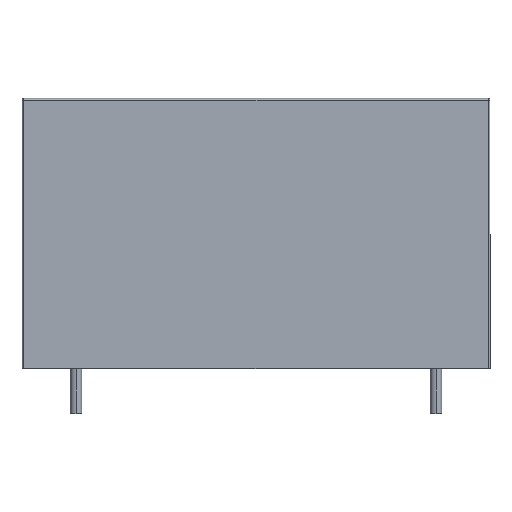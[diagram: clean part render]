
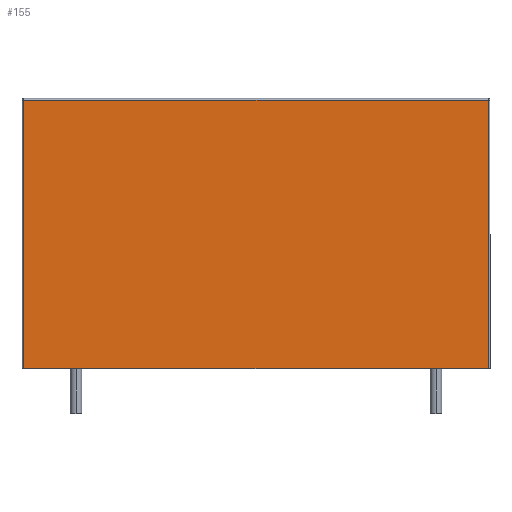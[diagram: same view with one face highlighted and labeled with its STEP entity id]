
A CAD part, top view. The second image highlights one B-rep face of the part: STEP entity #155.
In plain terms, the highlighted planar face has unit normal (0, 0, 1).
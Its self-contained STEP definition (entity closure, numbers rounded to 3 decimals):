
#8 = CARTESIAN_POINT ( 'NONE',  ( -12.9, 15.4, 2.5 ) ) ;
#16 = CARTESIAN_POINT ( 'NONE',  ( 12.9, 15.4, 2.5 ) ) ;
#66 = VERTEX_POINT ( 'NONE', #510 ) ;
#67 = ORIENTED_EDGE ( 'NONE', *, *, #482, .T. ) ;
#68 = CARTESIAN_POINT ( 'NONE',  ( 0., 0., 2.5 ) ) ;
#122 = DIRECTION ( 'NONE',  ( 1., 0., 0. ) ) ;
#135 = EDGE_CURVE ( 'NONE', #503, #66, #617, .T. ) ;
#155 = ADVANCED_FACE ( 'NONE', ( #242 ), #171, .T. ) ;
#165 = EDGE_LOOP ( 'NONE', ( #67, #342, #387, #400 ) ) ;
#171 = PLANE ( 'NONE',  #499 ) ;
#177 = DIRECTION ( 'NONE',  ( 0., -1., 0. ) ) ;
#192 = DIRECTION ( 'NONE',  ( 1., 0., 0. ) ) ;
#214 = VERTEX_POINT ( 'NONE', #16 ) ;
#242 = FACE_OUTER_BOUND ( 'NONE', #165, .T. ) ;
#251 = CARTESIAN_POINT ( 'NONE',  ( -13., 0.5, 2.5 ) ) ;
#282 = LINE ( 'NONE', #251, #496 ) ;
#342 = ORIENTED_EDGE ( 'NONE', *, *, #135, .T. ) ;
#377 = CARTESIAN_POINT ( 'NONE',  ( 12.9, 15.5, 2.5 ) ) ;
#387 = ORIENTED_EDGE ( 'NONE', *, *, #601, .T. ) ;
#392 = EDGE_CURVE ( 'NONE', #595, #214, #634, .T. ) ;
#400 = ORIENTED_EDGE ( 'NONE', *, *, #392, .T. ) ;
#444 = CARTESIAN_POINT ( 'NONE',  ( 12.9, 0.5, 2.5 ) ) ;
#446 = VECTOR ( 'NONE', #537, 1000. ) ;
#482 = EDGE_CURVE ( 'NONE', #214, #503, #551, .T. ) ;
#483 = DIRECTION ( 'NONE',  ( 0., 1., 0. ) ) ;
#496 = VECTOR ( 'NONE', #192, 1000. ) ;
#499 = AXIS2_PLACEMENT_3D ( 'NONE', #68, #558, #122 ) ;
#503 = VERTEX_POINT ( 'NONE', #8 ) ;
#510 = CARTESIAN_POINT ( 'NONE',  ( -12.9, 0.5, 2.5 ) ) ;
#527 = VECTOR ( 'NONE', #483, 1000. ) ;
#528 = VECTOR ( 'NONE', #177, 1000. ) ;
#537 = DIRECTION ( 'NONE',  ( -1., 0., 0. ) ) ;
#551 = LINE ( 'NONE', #589, #446 ) ;
#558 = DIRECTION ( 'NONE',  ( 0., 0., 1. ) ) ;
#589 = CARTESIAN_POINT ( 'NONE',  ( -13., 15.4, 2.5 ) ) ;
#595 = VERTEX_POINT ( 'NONE', #444 ) ;
#601 = EDGE_CURVE ( 'NONE', #66, #595, #282, .T. ) ;
#617 = LINE ( 'NONE', #668, #528 ) ;
#634 = LINE ( 'NONE', #377, #527 ) ;
#668 = CARTESIAN_POINT ( 'NONE',  ( -12.9, 0.5, 2.5 ) ) ;
